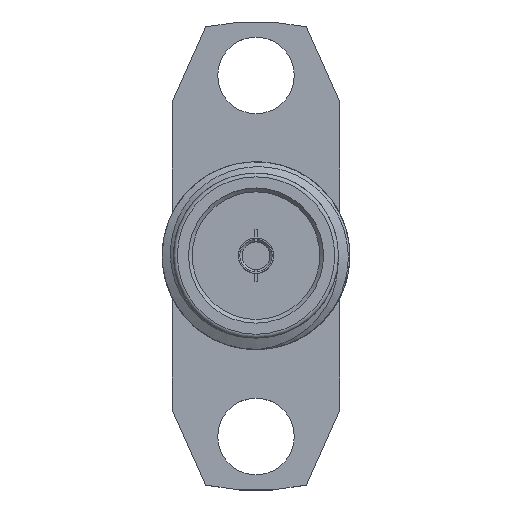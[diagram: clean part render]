
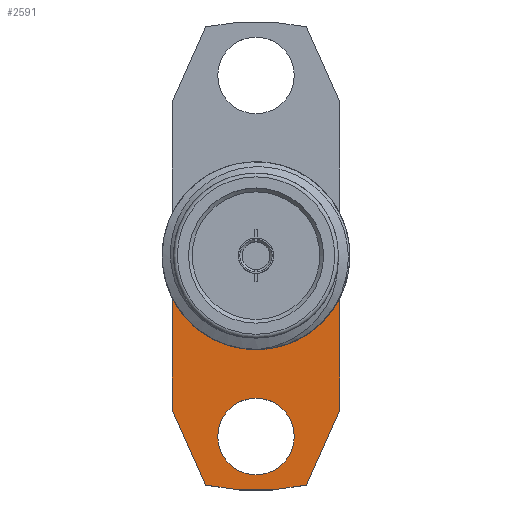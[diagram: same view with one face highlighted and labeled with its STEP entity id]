
A CAD part, top view. The second image highlights one B-rep face of the part: STEP entity #2591.
In plain terms, the highlighted planar face has unit normal (0, 0, 1).
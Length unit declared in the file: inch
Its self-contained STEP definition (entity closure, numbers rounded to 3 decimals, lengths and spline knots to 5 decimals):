
#10 = CARTESIAN_POINT ( 'NONE',  ( 0.1115, -0.0277, 0. ) ) ;
#15 = ORIENTED_EDGE ( 'NONE', *, *, #637, .T. ) ;
#49 = VERTEX_POINT ( 'NONE', #1772 ) ;
#74 = VERTEX_POINT ( 'NONE', #1366 ) ;
#75 = CARTESIAN_POINT ( 'NONE',  ( -0.0668, -0.30528, 0. ) ) ;
#93 = ORIENTED_EDGE ( 'NONE', *, *, #933, .F. ) ;
#127 = VERTEX_POINT ( 'NONE', #2272 ) ;
#205 = AXIS2_PLACEMENT_3D ( 'NONE', #1455, #2059, #793 ) ;
#273 = ORIENTED_EDGE ( 'NONE', *, *, #887, .T. ) ;
#444 = CARTESIAN_POINT ( 'NONE',  ( -0.1115, -0.20533, 0. ) ) ;
#495 = CARTESIAN_POINT ( 'NONE',  ( -0.1115, -0.3125, 0. ) ) ;
#513 = CARTESIAN_POINT ( 'NONE',  ( 0., 0., 0. ) ) ;
#634 = DIRECTION ( 'NONE',  ( 0.408, 0.913, 0. ) ) ;
#637 = EDGE_CURVE ( 'NONE', #49, #2451, #1774, .T. ) ;
#670 = DIRECTION ( 'NONE',  ( -1., 0., 0. ) ) ;
#793 = DIRECTION ( 'NONE',  ( -1., 0., 0. ) ) ;
#872 = CARTESIAN_POINT ( 'NONE',  ( 0., 0., 0. ) ) ;
#887 = EDGE_CURVE ( 'NONE', #74, #2191, #2522, .T. ) ;
#892 = CIRCLE ( 'NONE', #1930, 0.051 ) ;
#926 = CIRCLE ( 'NONE', #205, 0.3125 ) ;
#933 = EDGE_CURVE ( 'NONE', #2424, #2451, #926, .T. ) ;
#1039 = LINE ( 'NONE', #1896, #1106 ) ;
#1052 = ORIENTED_EDGE ( 'NONE', *, *, #1976, .F. ) ;
#1106 = VECTOR ( 'NONE', #634, 39.37008 ) ;
#1116 = CARTESIAN_POINT ( 'NONE',  ( -0.1115, -0.0277, 0. ) ) ;
#1127 = DIRECTION ( 'NONE',  ( -1., 0., 0. ) ) ;
#1202 = CARTESIAN_POINT ( 'NONE',  ( 0., -0.2405, 0. ) ) ;
#1264 = FACE_BOUND ( 'NONE', #2028, .T. ) ;
#1289 = DIRECTION ( 'NONE',  ( 0.408, -0.913, 0. ) ) ;
#1330 = EDGE_CURVE ( 'NONE', #2424, #74, #1039, .T. ) ;
#1366 = CARTESIAN_POINT ( 'NONE',  ( 0.1115, -0.20533, 0. ) ) ;
#1379 = VECTOR ( 'NONE', #2609, 39.37008 ) ;
#1402 = DIRECTION ( 'NONE',  ( 1., 0., 0. ) ) ;
#1429 = EDGE_LOOP ( 'NONE', ( #273, #1790, #1619, #15, #93, #2226 ) ) ;
#1455 = CARTESIAN_POINT ( 'NONE',  ( 0., 0., 0. ) ) ;
#1538 = VERTEX_POINT ( 'NONE', #1116 ) ;
#1542 = PLANE ( 'NONE',  #1875 ) ;
#1587 = CARTESIAN_POINT ( 'NONE',  ( 0.1115, -0.3125, 0. ) ) ;
#1615 = VECTOR ( 'NONE', #1289, 39.37008 ) ;
#1619 = ORIENTED_EDGE ( 'NONE', *, *, #2453, .T. ) ;
#1772 = CARTESIAN_POINT ( 'NONE',  ( -0.1115, -0.20533, 0. ) ) ;
#1774 = LINE ( 'NONE', #444, #1615 ) ;
#1790 = ORIENTED_EDGE ( 'NONE', *, *, #2294, .T. ) ;
#1871 = VECTOR ( 'NONE', #2633, 39.37008 ) ;
#1875 = AXIS2_PLACEMENT_3D ( 'NONE', #513, #1988, #1127 ) ;
#1896 = CARTESIAN_POINT ( 'NONE',  ( 0.1115, -0.20533, 0. ) ) ;
#1930 = AXIS2_PLACEMENT_3D ( 'NONE', #1202, #2650, #1402 ) ;
#1938 = LINE ( 'NONE', #495, #1379 ) ;
#1976 = EDGE_CURVE ( 'NONE', #127, #127, #892, .T. ) ;
#1988 = DIRECTION ( 'NONE',  ( 0., 0., -1. ) ) ;
#2028 = EDGE_LOOP ( 'NONE', ( #1052 ) ) ;
#2059 = DIRECTION ( 'NONE',  ( 0., 0., -1. ) ) ;
#2152 = DIRECTION ( 'NONE',  ( 0., 0., -1. ) ) ;
#2169 = CIRCLE ( 'NONE', #2298, 0.11489 ) ;
#2191 = VERTEX_POINT ( 'NONE', #10 ) ;
#2199 = CARTESIAN_POINT ( 'NONE',  ( 0.0668, -0.30528, 0. ) ) ;
#2226 = ORIENTED_EDGE ( 'NONE', *, *, #1330, .T. ) ;
#2272 = CARTESIAN_POINT ( 'NONE',  ( 0.051, -0.2405, 0. ) ) ;
#2294 = EDGE_CURVE ( 'NONE', #2191, #1538, #2169, .T. ) ;
#2298 = AXIS2_PLACEMENT_3D ( 'NONE', #872, #2152, #670 ) ;
#2424 = VERTEX_POINT ( 'NONE', #2199 ) ;
#2451 = VERTEX_POINT ( 'NONE', #75 ) ;
#2453 = EDGE_CURVE ( 'NONE', #1538, #49, #1938, .T. ) ;
#2522 = LINE ( 'NONE', #1587, #1871 ) ;
#2577 = FACE_OUTER_BOUND ( 'NONE', #1429, .T. ) ;
#2591 = ADVANCED_FACE ( 'NONE', ( #1264, #2577 ), #1542, .F. ) ;
#2609 = DIRECTION ( 'NONE',  ( 0., -1., 0. ) ) ;
#2633 = DIRECTION ( 'NONE',  ( 0., 1., 0. ) ) ;
#2650 = DIRECTION ( 'NONE',  ( 0., 0., 1. ) ) ;
